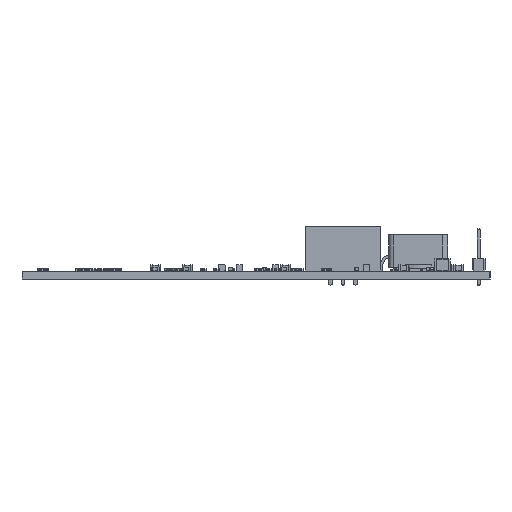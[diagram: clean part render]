
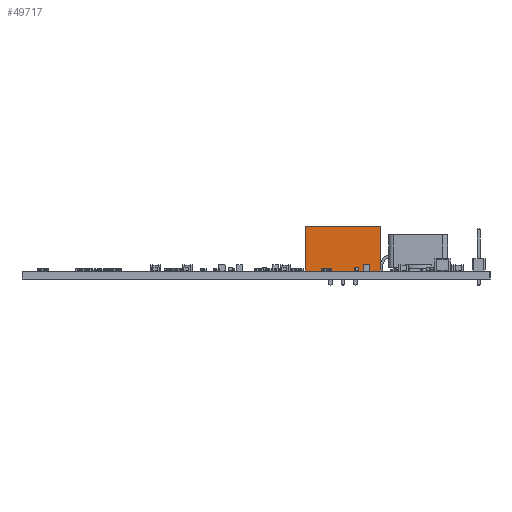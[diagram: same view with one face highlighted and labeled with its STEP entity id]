
A CAD part, left-side view. The second image highlights one B-rep face of the part: STEP entity #49717.
In plain terms, the highlighted face is planar.
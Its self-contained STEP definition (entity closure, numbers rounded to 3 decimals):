
#49221 = PLANE('',#49222);
#49222 = AXIS2_PLACEMENT_3D('',#49223,#49224,#49225);
#49223 = CARTESIAN_POINT('',(-5.1,-3.28,0.));
#49224 = DIRECTION('',(1.,0.,0.));
#49225 = DIRECTION('',(0.,0.,1.));
#49246 = VERTEX_POINT('',#49247);
#49247 = CARTESIAN_POINT('',(-5.1,5.82,0.));
#49261 = PLANE('',#49262);
#49262 = AXIS2_PLACEMENT_3D('',#49263,#49264,#49265);
#49263 = CARTESIAN_POINT('',(-5.1,-3.28,0.));
#49264 = DIRECTION('',(0.,0.,1.));
#49265 = DIRECTION('',(1.,0.,0.));
#49273 = EDGE_CURVE('',#49246,#49274,#49276,.T.);
#49274 = VERTEX_POINT('',#49275);
#49275 = CARTESIAN_POINT('',(-5.1,5.82,9.1));
#49276 = SURFACE_CURVE('',#49277,(#49281,#49288),.PCURVE_S1.);
#49277 = LINE('',#49278,#49279);
#49278 = CARTESIAN_POINT('',(-5.1,5.82,0.));
#49279 = VECTOR('',#49280,1.);
#49280 = DIRECTION('',(0.,0.,1.));
#49281 = PCURVE('',#49221,#49282);
#49282 = DEFINITIONAL_REPRESENTATION('',(#49283),#49287);
#49283 = LINE('',#49284,#49285);
#49284 = CARTESIAN_POINT('',(0.,-9.1));
#49285 = VECTOR('',#49286,1.);
#49286 = DIRECTION('',(1.,0.));
#49287 = ( GEOMETRIC_REPRESENTATION_CONTEXT(2) 
PARAMETRIC_REPRESENTATION_CONTEXT() REPRESENTATION_CONTEXT('2D SPACE',''
  ) );
#49288 = PCURVE('',#49289,#49294);
#49289 = PLANE('',#49290);
#49290 = AXIS2_PLACEMENT_3D('',#49291,#49292,#49293);
#49291 = CARTESIAN_POINT('',(-5.1,5.82,0.));
#49292 = DIRECTION('',(0.,1.,0.));
#49293 = DIRECTION('',(0.,0.,1.));
#49294 = DEFINITIONAL_REPRESENTATION('',(#49295),#49299);
#49295 = LINE('',#49296,#49297);
#49296 = CARTESIAN_POINT('',(0.,0.));
#49297 = VECTOR('',#49298,1.);
#49298 = DIRECTION('',(1.,0.));
#49299 = ( GEOMETRIC_REPRESENTATION_CONTEXT(2) 
PARAMETRIC_REPRESENTATION_CONTEXT() REPRESENTATION_CONTEXT('2D SPACE',''
  ) );
#49315 = PLANE('',#49316);
#49316 = AXIS2_PLACEMENT_3D('',#49317,#49318,#49319);
#49317 = CARTESIAN_POINT('',(-5.1,-3.28,9.1));
#49318 = DIRECTION('',(0.,0.,1.));
#49319 = DIRECTION('',(1.,0.,0.));
#49348 = PLANE('',#49349);
#49349 = AXIS2_PLACEMENT_3D('',#49350,#49351,#49352);
#49350 = CARTESIAN_POINT('',(10.18,-3.28,0.));
#49351 = DIRECTION('',(1.,0.,0.));
#49352 = DIRECTION('',(0.,0.,1.));
#49485 = EDGE_CURVE('',#49274,#49486,#49488,.T.);
#49486 = VERTEX_POINT('',#49487);
#49487 = CARTESIAN_POINT('',(10.18,5.82,9.1));
#49488 = SURFACE_CURVE('',#49489,(#49493,#49500),.PCURVE_S1.);
#49489 = LINE('',#49490,#49491);
#49490 = CARTESIAN_POINT('',(-5.1,5.82,9.1));
#49491 = VECTOR('',#49492,1.);
#49492 = DIRECTION('',(1.,0.,0.));
#49493 = PCURVE('',#49315,#49494);
#49494 = DEFINITIONAL_REPRESENTATION('',(#49495),#49499);
#49495 = LINE('',#49496,#49497);
#49496 = CARTESIAN_POINT('',(0.,9.1));
#49497 = VECTOR('',#49498,1.);
#49498 = DIRECTION('',(1.,0.));
#49499 = ( GEOMETRIC_REPRESENTATION_CONTEXT(2) 
PARAMETRIC_REPRESENTATION_CONTEXT() REPRESENTATION_CONTEXT('2D SPACE',''
  ) );
#49500 = PCURVE('',#49289,#49501);
#49501 = DEFINITIONAL_REPRESENTATION('',(#49502),#49506);
#49502 = LINE('',#49503,#49504);
#49503 = CARTESIAN_POINT('',(9.1,0.));
#49504 = VECTOR('',#49505,1.);
#49505 = DIRECTION('',(0.,1.));
#49506 = ( GEOMETRIC_REPRESENTATION_CONTEXT(2) 
PARAMETRIC_REPRESENTATION_CONTEXT() REPRESENTATION_CONTEXT('2D SPACE',''
  ) );
#49717 = ADVANCED_FACE('',(#49718),#49289,.T.);
#49718 = FACE_BOUND('',#49719,.T.);
#49719 = EDGE_LOOP('',(#49720,#49743,#49744,#49745));
#49720 = ORIENTED_EDGE('',*,*,#49721,.F.);
#49721 = EDGE_CURVE('',#49246,#49722,#49724,.T.);
#49722 = VERTEX_POINT('',#49723);
#49723 = CARTESIAN_POINT('',(10.18,5.82,0.));
#49724 = SURFACE_CURVE('',#49725,(#49729,#49736),.PCURVE_S1.);
#49725 = LINE('',#49726,#49727);
#49726 = CARTESIAN_POINT('',(-5.1,5.82,0.));
#49727 = VECTOR('',#49728,1.);
#49728 = DIRECTION('',(1.,0.,0.));
#49729 = PCURVE('',#49289,#49730);
#49730 = DEFINITIONAL_REPRESENTATION('',(#49731),#49735);
#49731 = LINE('',#49732,#49733);
#49732 = CARTESIAN_POINT('',(0.,0.));
#49733 = VECTOR('',#49734,1.);
#49734 = DIRECTION('',(0.,1.));
#49735 = ( GEOMETRIC_REPRESENTATION_CONTEXT(2) 
PARAMETRIC_REPRESENTATION_CONTEXT() REPRESENTATION_CONTEXT('2D SPACE',''
  ) );
#49736 = PCURVE('',#49261,#49737);
#49737 = DEFINITIONAL_REPRESENTATION('',(#49738),#49742);
#49738 = LINE('',#49739,#49740);
#49739 = CARTESIAN_POINT('',(0.,9.1));
#49740 = VECTOR('',#49741,1.);
#49741 = DIRECTION('',(1.,0.));
#49742 = ( GEOMETRIC_REPRESENTATION_CONTEXT(2) 
PARAMETRIC_REPRESENTATION_CONTEXT() REPRESENTATION_CONTEXT('2D SPACE',''
  ) );
#49743 = ORIENTED_EDGE('',*,*,#49273,.T.);
#49744 = ORIENTED_EDGE('',*,*,#49485,.T.);
#49745 = ORIENTED_EDGE('',*,*,#49746,.F.);
#49746 = EDGE_CURVE('',#49722,#49486,#49747,.T.);
#49747 = SURFACE_CURVE('',#49748,(#49752,#49759),.PCURVE_S1.);
#49748 = LINE('',#49749,#49750);
#49749 = CARTESIAN_POINT('',(10.18,5.82,0.));
#49750 = VECTOR('',#49751,1.);
#49751 = DIRECTION('',(0.,0.,1.));
#49752 = PCURVE('',#49289,#49753);
#49753 = DEFINITIONAL_REPRESENTATION('',(#49754),#49758);
#49754 = LINE('',#49755,#49756);
#49755 = CARTESIAN_POINT('',(0.,15.28));
#49756 = VECTOR('',#49757,1.);
#49757 = DIRECTION('',(1.,0.));
#49758 = ( GEOMETRIC_REPRESENTATION_CONTEXT(2) 
PARAMETRIC_REPRESENTATION_CONTEXT() REPRESENTATION_CONTEXT('2D SPACE',''
  ) );
#49759 = PCURVE('',#49348,#49760);
#49760 = DEFINITIONAL_REPRESENTATION('',(#49761),#49765);
#49761 = LINE('',#49762,#49763);
#49762 = CARTESIAN_POINT('',(0.,-9.1));
#49763 = VECTOR('',#49764,1.);
#49764 = DIRECTION('',(1.,0.));
#49765 = ( GEOMETRIC_REPRESENTATION_CONTEXT(2) 
PARAMETRIC_REPRESENTATION_CONTEXT() REPRESENTATION_CONTEXT('2D SPACE',''
  ) );
